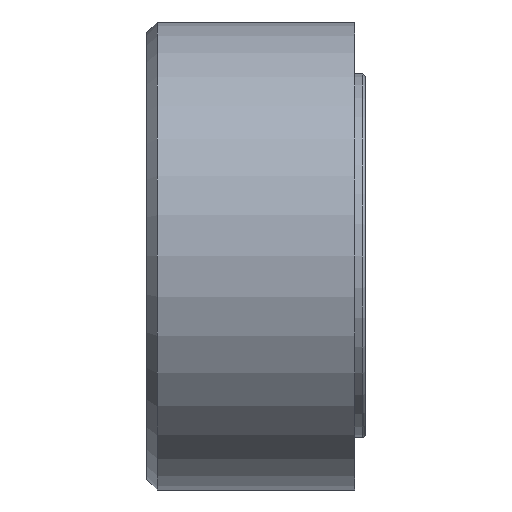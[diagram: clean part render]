
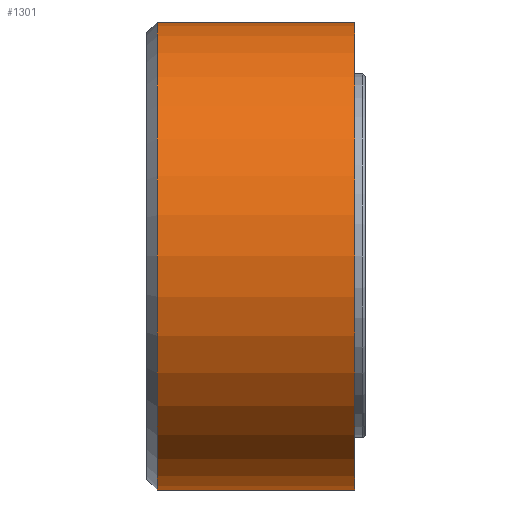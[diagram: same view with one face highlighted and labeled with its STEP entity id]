
A CAD part, left-side view. The second image highlights one B-rep face of the part: STEP entity #1301.
In plain terms, the highlighted cylindrical face has radius 22.5 mm (diameter 45 mm), a partial arc.
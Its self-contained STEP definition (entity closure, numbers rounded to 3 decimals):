
#217=CARTESIAN_POINT('',(-35.5,17.0,-22.5));
#218=VERTEX_POINT('',#217);
#270=CARTESIAN_POINT('',(-35.5,17.0,22.5));
#271=VERTEX_POINT('',#270);
#288=CARTESIAN_POINT('',(-35.5,17.0,0.));
#289=DIRECTION('',(0.0,1.0,0.0));
#290=DIRECTION('',(0.0,0.0,1.0));
#291=AXIS2_PLACEMENT_3D('',#288,#289,#290);
#292=CIRCLE('',#291,22.5);
#293=EDGE_CURVE('',#218,#271,#292,.T.);
#1223=CARTESIAN_POINT('',(-35.5,-2.,22.5));
#1224=VERTEX_POINT('',#1223);
#1231=CARTESIAN_POINT('',(-35.5,-2.,-22.5));
#1232=VERTEX_POINT('',#1231);
#1233=CARTESIAN_POINT('',(-35.5,-2.,0.));
#1234=DIRECTION('',(0.0,1.0,0.0));
#1235=DIRECTION('',(0.0,0.0,1.0));
#1236=AXIS2_PLACEMENT_3D('',#1233,#1234,#1235);
#1237=CIRCLE('',#1236,22.5);
#1238=EDGE_CURVE('',#1232,#1224,#1237,.T.);
#1258=CARTESIAN_POINT('',(-35.5,17.0,22.5));
#1259=DIRECTION('',(0.0,-1.0,0.0));
#1260=VECTOR('',#1259,19.0);
#1261=LINE('',#1258,#1260);
#1262=EDGE_CURVE('',#271,#1224,#1261,.T.);
#1280=CARTESIAN_POINT('',(-35.5,17.0,-22.5));
#1281=DIRECTION('',(0.0,-1.0,0.0));
#1282=VECTOR('',#1281,19.0);
#1283=LINE('',#1280,#1282);
#1284=EDGE_CURVE('',#218,#1232,#1283,.T.);
#1290=CARTESIAN_POINT('',(-35.5,18.0,0.));
#1291=DIRECTION('',(0.0,-1.0,0.0));
#1292=DIRECTION('',(0.0,0.0,1.0));
#1293=AXIS2_PLACEMENT_3D('',#1290,#1291,#1292);
#1294=CYLINDRICAL_SURFACE('',#1293,22.5);
#1295=ORIENTED_EDGE('',*,*,#293,.F.);
#1296=ORIENTED_EDGE('',*,*,#1284,.T.);
#1297=ORIENTED_EDGE('',*,*,#1238,.T.);
#1298=ORIENTED_EDGE('',*,*,#1262,.F.);
#1299=EDGE_LOOP('',(#1295,#1296,#1297,#1298));
#1300=FACE_OUTER_BOUND('',#1299,.T.);
#1301=ADVANCED_FACE('',(#1300),#1294,.T.);
